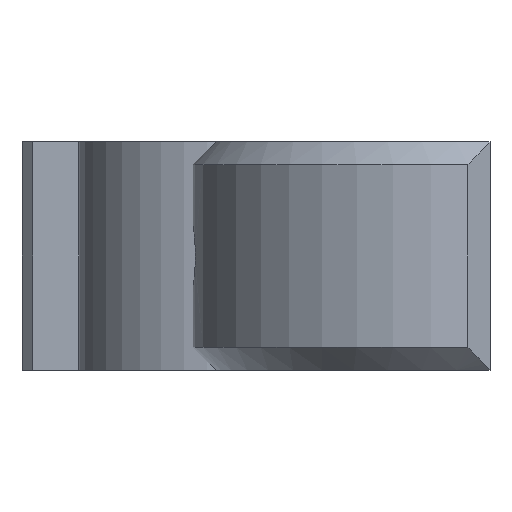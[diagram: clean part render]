
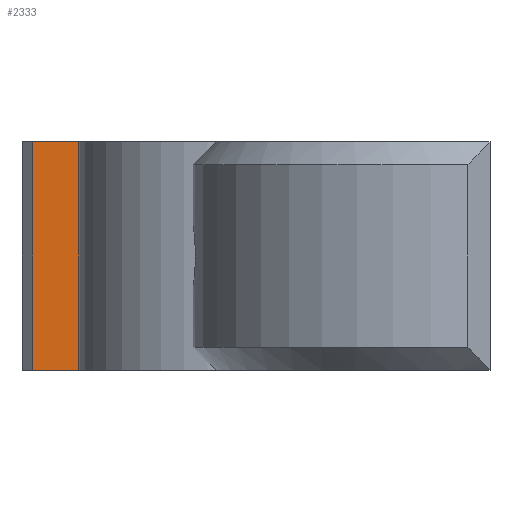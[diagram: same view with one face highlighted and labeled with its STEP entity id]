
A CAD part, front view. The second image highlights one B-rep face of the part: STEP entity #2333.
In plain terms, the highlighted planar face has unit normal (0, -1, 0).
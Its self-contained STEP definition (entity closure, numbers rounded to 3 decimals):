
#387 = PLANE('',#388);
#388 = AXIS2_PLACEMENT_3D('',#389,#390,#391);
#389 = CARTESIAN_POINT('',(-6.886,6.304,0.));
#390 = DIRECTION('',(-0.,-0.,-1.));
#391 = DIRECTION('',(-1.,0.,0.));
#606 = PLANE('',#607);
#607 = AXIS2_PLACEMENT_3D('',#608,#609,#610);
#608 = CARTESIAN_POINT('',(-6.886,6.304,10.));
#609 = DIRECTION('',(0.,0.,1.));
#610 = DIRECTION('',(1.,0.,0.));
#1050 = VERTEX_POINT('',#1051);
#1051 = CARTESIAN_POINT('',(-15.01,13.354,0.));
#1065 = PLANE('',#1066);
#1066 = AXIS2_PLACEMENT_3D('',#1067,#1068,#1069);
#1067 = CARTESIAN_POINT('',(-15.01,11.354,0.));
#1068 = DIRECTION('',(-1.,0.,0.));
#1069 = DIRECTION('',(0.,0.,1.));
#1077 = EDGE_CURVE('',#1050,#1078,#1080,.T.);
#1078 = VERTEX_POINT('',#1079);
#1079 = CARTESIAN_POINT('',(-17.01,13.354,0.));
#1080 = SURFACE_CURVE('',#1081,(#1085,#1092),.PCURVE_S1.);
#1081 = LINE('',#1082,#1083);
#1082 = CARTESIAN_POINT('',(-15.01,13.354,0.));
#1083 = VECTOR('',#1084,1.);
#1084 = DIRECTION('',(-1.,0.,0.));
#1085 = PCURVE('',#387,#1086);
#1086 = DEFINITIONAL_REPRESENTATION('',(#1087),#1091);
#1087 = LINE('',#1088,#1089);
#1088 = CARTESIAN_POINT('',(8.124,7.049));
#1089 = VECTOR('',#1090,1.);
#1090 = DIRECTION('',(1.,0.));
#1091 = ( GEOMETRIC_REPRESENTATION_CONTEXT(2) 
PARAMETRIC_REPRESENTATION_CONTEXT() REPRESENTATION_CONTEXT('2D SPACE',''
  ) );
#1092 = PCURVE('',#1093,#1098);
#1093 = PLANE('',#1094);
#1094 = AXIS2_PLACEMENT_3D('',#1095,#1096,#1097);
#1095 = CARTESIAN_POINT('',(-15.01,13.354,0.));
#1096 = DIRECTION('',(0.,1.,0.));
#1097 = DIRECTION('',(0.,0.,1.));
#1098 = DEFINITIONAL_REPRESENTATION('',(#1099),#1103);
#1099 = LINE('',#1100,#1101);
#1100 = CARTESIAN_POINT('',(0.,0.));
#1101 = VECTOR('',#1102,1.);
#1102 = DIRECTION('',(0.,-1.));
#1103 = ( GEOMETRIC_REPRESENTATION_CONTEXT(2) 
PARAMETRIC_REPRESENTATION_CONTEXT() REPRESENTATION_CONTEXT('2D SPACE',''
  ) );
#1121 = PLANE('',#1122);
#1122 = AXIS2_PLACEMENT_3D('',#1123,#1124,#1125);
#1123 = CARTESIAN_POINT('',(-11.828,8.172,0.));
#1124 = DIRECTION('',(0.707,0.707,0.));
#1125 = DIRECTION('',(0.,0.,1.));
#1726 = VERTEX_POINT('',#1727);
#1727 = CARTESIAN_POINT('',(-17.01,13.354,10.));
#1748 = EDGE_CURVE('',#1749,#1726,#1751,.T.);
#1749 = VERTEX_POINT('',#1750);
#1750 = CARTESIAN_POINT('',(-15.01,13.354,10.));
#1751 = SURFACE_CURVE('',#1752,(#1756,#1763),.PCURVE_S1.);
#1752 = LINE('',#1753,#1754);
#1753 = CARTESIAN_POINT('',(-15.01,13.354,10.));
#1754 = VECTOR('',#1755,1.);
#1755 = DIRECTION('',(-1.,0.,0.));
#1756 = PCURVE('',#606,#1757);
#1757 = DEFINITIONAL_REPRESENTATION('',(#1758),#1762);
#1758 = LINE('',#1759,#1760);
#1759 = CARTESIAN_POINT('',(-8.124,7.049));
#1760 = VECTOR('',#1761,1.);
#1761 = DIRECTION('',(-1.,0.));
#1762 = ( GEOMETRIC_REPRESENTATION_CONTEXT(2) 
PARAMETRIC_REPRESENTATION_CONTEXT() REPRESENTATION_CONTEXT('2D SPACE',''
  ) );
#1763 = PCURVE('',#1093,#1764);
#1764 = DEFINITIONAL_REPRESENTATION('',(#1765),#1769);
#1765 = LINE('',#1766,#1767);
#1766 = CARTESIAN_POINT('',(10.,0.));
#1767 = VECTOR('',#1768,1.);
#1768 = DIRECTION('',(0.,-1.));
#1769 = ( GEOMETRIC_REPRESENTATION_CONTEXT(2) 
PARAMETRIC_REPRESENTATION_CONTEXT() REPRESENTATION_CONTEXT('2D SPACE',''
  ) );
#2313 = EDGE_CURVE('',#1050,#1749,#2314,.T.);
#2314 = SURFACE_CURVE('',#2315,(#2319,#2326),.PCURVE_S1.);
#2315 = LINE('',#2316,#2317);
#2316 = CARTESIAN_POINT('',(-15.01,13.354,0.));
#2317 = VECTOR('',#2318,1.);
#2318 = DIRECTION('',(0.,0.,1.));
#2319 = PCURVE('',#1065,#2320);
#2320 = DEFINITIONAL_REPRESENTATION('',(#2321),#2325);
#2321 = LINE('',#2322,#2323);
#2322 = CARTESIAN_POINT('',(0.,2.));
#2323 = VECTOR('',#2324,1.);
#2324 = DIRECTION('',(1.,0.));
#2325 = ( GEOMETRIC_REPRESENTATION_CONTEXT(2) 
PARAMETRIC_REPRESENTATION_CONTEXT() REPRESENTATION_CONTEXT('2D SPACE',''
  ) );
#2326 = PCURVE('',#1093,#2327);
#2327 = DEFINITIONAL_REPRESENTATION('',(#2328),#2332);
#2328 = LINE('',#2329,#2330);
#2329 = CARTESIAN_POINT('',(0.,0.));
#2330 = VECTOR('',#2331,1.);
#2331 = DIRECTION('',(1.,0.));
#2332 = ( GEOMETRIC_REPRESENTATION_CONTEXT(2) 
PARAMETRIC_REPRESENTATION_CONTEXT() REPRESENTATION_CONTEXT('2D SPACE',''
  ) );
#2333 = ADVANCED_FACE('',(#2334),#1093,.F.);
#2334 = FACE_BOUND('',#2335,.F.);
#2335 = EDGE_LOOP('',(#2336,#2337,#2338,#2359));
#2336 = ORIENTED_EDGE('',*,*,#2313,.F.);
#2337 = ORIENTED_EDGE('',*,*,#1077,.T.);
#2338 = ORIENTED_EDGE('',*,*,#2339,.T.);
#2339 = EDGE_CURVE('',#1078,#1726,#2340,.T.);
#2340 = SURFACE_CURVE('',#2341,(#2345,#2352),.PCURVE_S1.);
#2341 = LINE('',#2342,#2343);
#2342 = CARTESIAN_POINT('',(-17.01,13.354,0.));
#2343 = VECTOR('',#2344,1.);
#2344 = DIRECTION('',(0.,0.,1.));
#2345 = PCURVE('',#1093,#2346);
#2346 = DEFINITIONAL_REPRESENTATION('',(#2347),#2351);
#2347 = LINE('',#2348,#2349);
#2348 = CARTESIAN_POINT('',(0.,-2.));
#2349 = VECTOR('',#2350,1.);
#2350 = DIRECTION('',(1.,0.));
#2351 = ( GEOMETRIC_REPRESENTATION_CONTEXT(2) 
PARAMETRIC_REPRESENTATION_CONTEXT() REPRESENTATION_CONTEXT('2D SPACE',''
  ) );
#2352 = PCURVE('',#1121,#2353);
#2353 = DEFINITIONAL_REPRESENTATION('',(#2354),#2358);
#2354 = LINE('',#2355,#2356);
#2355 = CARTESIAN_POINT('',(0.,-7.328));
#2356 = VECTOR('',#2357,1.);
#2357 = DIRECTION('',(1.,0.));
#2358 = ( GEOMETRIC_REPRESENTATION_CONTEXT(2) 
PARAMETRIC_REPRESENTATION_CONTEXT() REPRESENTATION_CONTEXT('2D SPACE',''
  ) );
#2359 = ORIENTED_EDGE('',*,*,#1748,.F.);
